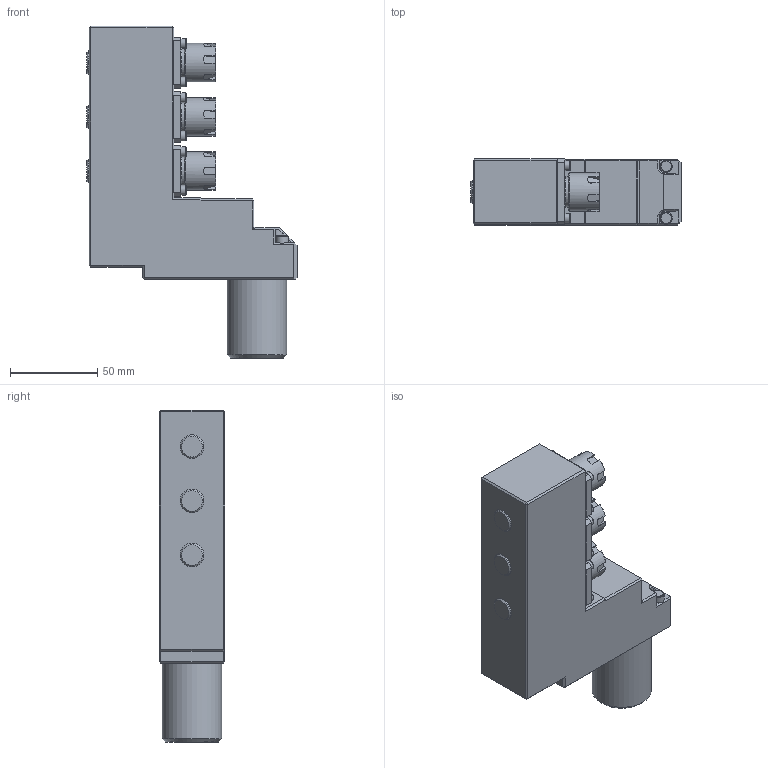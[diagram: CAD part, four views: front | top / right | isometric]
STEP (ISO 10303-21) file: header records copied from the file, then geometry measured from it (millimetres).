
FILE_DESCRIPTION(/* description */ (''),/* implementation_level */ '2;1');
FILE_NAME(/* name */ '1 - 661-51-00 porte-outils entrainé triple.stp',/* time_stamp */ '2015-05-29T13:53:57+02:00',/* author */ ('AIm'),/* organization */ (''),/* preprocessor_version */ 'ST-DEVELOPER v16.1',/* originating_system */ 'Autodesk Inventor 2016',/* authorisation */ '');
FILE_SCHEMA (('AUTOMOTIVE_DESIGN { 1 0 10303 214 3 1 1 }'));
Length unit declared in the file: millimetre
Products named in the file (3): 661-51-00_entraine_3pos; grand_ecrou; 1 - 661-51-00 porte-outils entrainé triple
Assembly tree (4 placements, depth 2):
  1 - 661-51-00 porte-outils entrainé triple
    661-51-00_entraine_3pos
    grand_ecrou  x3
Bounding box: 120.2 x 37.7 x 190 mm (x, y, z)
Volume: 420862.9 mm3; surface area: 59969.8 mm2
Topology: 4 solids, 4 shells, 301 faces, 692 edges, 424 vertices
Faces by surface type: plane 197, cone 45, cylinder 38, torus 17, bspline 4
Full cylindrical faces by diameter (mm): 5.6 x12, 7 x2, 11 x3, 12.5 x3, 13.5 x3, 17.4 x3, 18 x3, 19 x3, 22 x3, 34 x1
Entity records: 6100 total; most frequent: CARTESIAN_POINT 1122, DIRECTION 1024, ORIENTED_EDGE 896, EDGE_CURVE 448, AXIS2_PLACEMENT_3D 360, EDGE_LOOP 330, VERTEX_POINT 306, LINE 304
